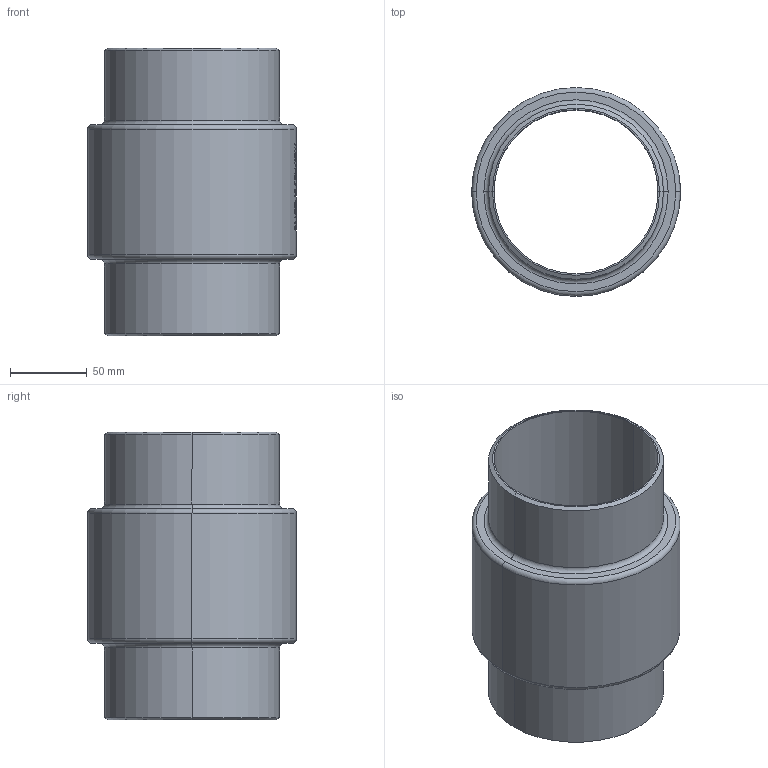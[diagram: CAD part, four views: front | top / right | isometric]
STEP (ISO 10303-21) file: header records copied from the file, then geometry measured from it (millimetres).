
FILE_DESCRIPTION (( 'STEP AP214' ), '1' );
FILE_NAME ('7110000_DN100_ PN10_51420118.STEP', '2022-03-07T11:10:26', ( 'axxx' ), ( 'Hewlett-Packard Company' ), 'SwSTEP 2.0', 'SolidWorks 2019', '' );
FILE_SCHEMA (( 'AUTOMOTIVE_DESIGN' ));
Length unit declared in the file: millimetre
Products named in the file (1): 7110000_DN100_ PN10_51420118
Bounding box: 136.3 x 136.3 x 188 mm (x, y, z)
Volume: 613831.3 mm3; surface area: 149101.5 mm2
Topology: 1 solids, 1 shells, 495 faces, 1320 edges, 876 vertices
Faces by surface type: plane 238, bspline 205, cylinder 40, torus 8, cone 4
Entity records: 27503 total; most frequent: CARTESIAN_POINT 16611, ORIENTED_EDGE 2640, DIRECTION 1533, EDGE_CURVE 1320, VERTEX_POINT 876, VECTOR 719, LINE 719, EDGE_LOOP 546
